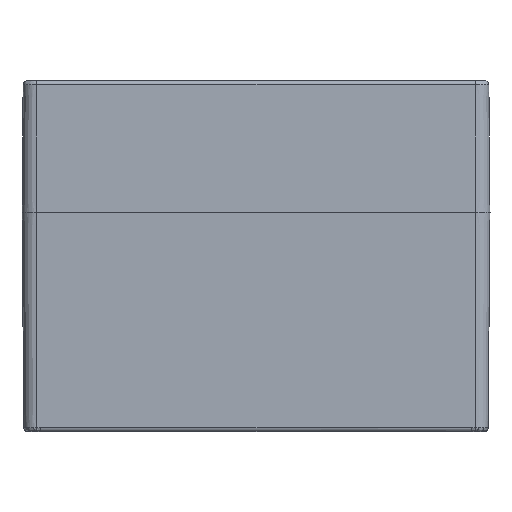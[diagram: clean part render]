
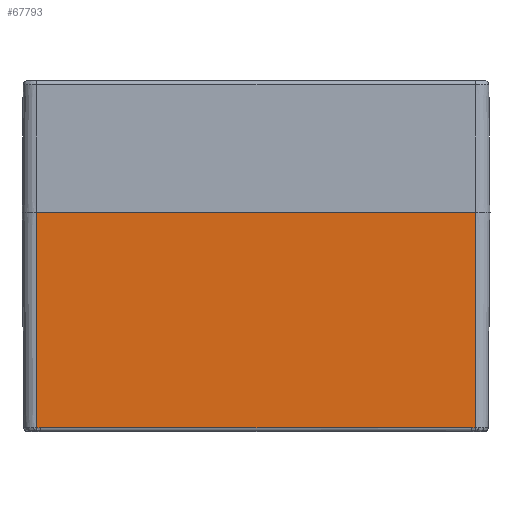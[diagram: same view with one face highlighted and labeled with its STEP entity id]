
A CAD part, left-side view. The second image highlights one B-rep face of the part: STEP entity #67793.
In plain terms, the highlighted planar face has unit normal (-1, 0, -0.009).
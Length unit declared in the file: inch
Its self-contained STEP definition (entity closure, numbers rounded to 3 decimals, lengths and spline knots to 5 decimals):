
#1148 = CARTESIAN_POINT ( 'NONE',  ( -4.89595, -2.92268, -2.90013 ) ) ;
#2439 = ORIENTED_EDGE ( 'NONE', *, *, #3978, .T. ) ;
#3978 = EDGE_CURVE ( 'NONE', #17012, #73803, #28964, .T. ) ;
#6247 = EDGE_CURVE ( 'NONE', #34122, #17012, #15899, .T. ) ;
#7230 = LINE ( 'NONE', #67923, #22867 ) ;
#8137 = VERTEX_POINT ( 'NONE', #12106 ) ;
#8424 = CARTESIAN_POINT ( 'NONE',  ( -4.89595, -2.94579, -2.90017 ) ) ;
#8713 = CARTESIAN_POINT ( 'NONE',  ( -4.89595, -2.92538, -2.90013 ) ) ;
#8896 = ORIENTED_EDGE ( 'NONE', *, *, #33508, .T. ) ;
#9061 = CARTESIAN_POINT ( 'NONE',  ( -4.89595, 2.93501, -2.90016 ) ) ;
#9095 = DIRECTION ( 'NONE',  ( -1., 0., -0.009 ) ) ;
#9358 = CARTESIAN_POINT ( 'NONE',  ( -4.89595, 2.92618, -2.90014 ) ) ;
#11304 = CARTESIAN_POINT ( 'NONE',  ( -4.92126, -2.95276, 0. ) ) ;
#12106 = CARTESIAN_POINT ( 'NONE',  ( -4.89595, -2.95276, -2.90013 ) ) ;
#13433 = DIRECTION ( 'NONE',  ( 0., 1., 0. ) ) ;
#15382 = CARTESIAN_POINT ( 'NONE',  ( -4.89595, -2.92492, -2.90013 ) ) ;
#15899 = LINE ( 'NONE', #20539, #36706 ) ;
#16056 = CARTESIAN_POINT ( 'NONE',  ( -4.89595, 2.91101, -2.90009 ) ) ;
#17012 = VERTEX_POINT ( 'NONE', #25167 ) ;
#20023 = EDGE_CURVE ( 'NONE', #49880, #8137, #22094, .T. ) ;
#20193 = AXIS2_PLACEMENT_3D ( 'NONE', #86234, #9095, #55316 ) ;
#20539 = CARTESIAN_POINT ( 'NONE',  ( -4.92126, 2.95276, 0. ) ) ;
#20938 = CARTESIAN_POINT ( 'NONE',  ( -4.89595, -2.95276, -2.90013 ) ) ;
#21592 = CARTESIAN_POINT ( 'NONE',  ( -4.89595, 2.92703, -2.90014 ) ) ;
#21797 = CARTESIAN_POINT ( 'NONE',  ( -4.89595, -2.93682, -2.90017 ) ) ;
#22094 = B_SPLINE_CURVE_WITH_KNOTS ( 'NONE', 3,
 ( #27626, #75182, #48334, #60899, #54733, #1148, #54440, #15382, #8713, #55309, #21797, #8424, #20938 ),
 .UNSPECIFIED., .F., .F.,
 ( 4, 1, 1, 1, 1, 1, 2, 2, 4 ),
 ( 0., 0.25, 0.375, 0.4375, 0.46875, 0.48438, 0.49219, 0.5, 1. ),
 .UNSPECIFIED. ) ;
#22189 = CARTESIAN_POINT ( 'NONE',  ( -4.89595, 2.94928, -2.90015 ) ) ;
#22321 = ORIENTED_EDGE ( 'NONE', *, *, #20023, .T. ) ;
#22867 = VECTOR ( 'NONE', #13433, 39.37008 ) ;
#23899 = LINE ( 'NONE', #36496, #26960 ) ;
#25167 = CARTESIAN_POINT ( 'NONE',  ( -4.89595, 2.95276, -2.90013 ) ) ;
#26960 = VECTOR ( 'NONE', #43215, 39.37008 ) ;
#27626 = CARTESIAN_POINT ( 'NONE',  ( -4.89595, -2.89892, -2.90007 ) ) ;
#28964 = B_SPLINE_CURVE_WITH_KNOTS ( 'NONE', 3,
 ( #82259, #22189, #42287, #9061, #41406, #55673, #21592, #49262, #9358, #55945, #16056, #34987, #54812 ),
 .UNSPECIFIED., .F., .F.,
 ( 4, 1, 1, 1, 1, 1, 2, 2, 4 ),
 ( 0., 0.25, 0.375, 0.4375, 0.46875, 0.48437, 0.49219, 0.5, 1. ),
 .UNSPECIFIED. ) ;
#29412 = ORIENTED_EDGE ( 'NONE', *, *, #6247, .T. ) ;
#32798 = PLANE ( 'NONE',  #20193 ) ;
#33508 = EDGE_CURVE ( 'NONE', #8137, #52348, #23899, .T. ) ;
#34122 = VERTEX_POINT ( 'NONE', #75878 ) ;
#34987 = CARTESIAN_POINT ( 'NONE',  ( -4.89595, 2.90204, -2.90007 ) ) ;
#36496 = CARTESIAN_POINT ( 'NONE',  ( -4.92126, -2.95276, 0. ) ) ;
#36706 = VECTOR ( 'NONE', #46748, 39.37008 ) ;
#39655 = ORIENTED_EDGE ( 'NONE', *, *, #52679, .T. ) ;
#41204 = EDGE_CURVE ( 'NONE', #49880, #73803, #7230, .T. ) ;
#41406 = CARTESIAN_POINT ( 'NONE',  ( -4.89595, 2.93054, -2.90015 ) ) ;
#41857 = LINE ( 'NONE', #56775, #57485 ) ;
#42287 = CARTESIAN_POINT ( 'NONE',  ( -4.89595, 2.9433, -2.90016 ) ) ;
#43215 = DIRECTION ( 'NONE',  ( -0.009, 0., 1. ) ) ;
#43379 = DIRECTION ( 'NONE',  ( 0., 1., 0. ) ) ;
#44292 = EDGE_LOOP ( 'NONE', ( #2439, #65875, #22321, #8896, #39655, #29412 ) ) ;
#46748 = DIRECTION ( 'NONE',  ( 0.009, 0., -1. ) ) ;
#48334 = CARTESIAN_POINT ( 'NONE',  ( -4.89595, -2.90503, -2.90008 ) ) ;
#49262 = CARTESIAN_POINT ( 'NONE',  ( -4.89595, 2.92652, -2.90014 ) ) ;
#49880 = VERTEX_POINT ( 'NONE', #60060 ) ;
#52348 = VERTEX_POINT ( 'NONE', #11304 ) ;
#52679 = EDGE_CURVE ( 'NONE', #52348, #34122, #41857, .T. ) ;
#54440 = CARTESIAN_POINT ( 'NONE',  ( -4.89595, -2.92424, -2.90013 ) ) ;
#54733 = CARTESIAN_POINT ( 'NONE',  ( -4.89595, -2.91968, -2.90012 ) ) ;
#54812 = CARTESIAN_POINT ( 'NONE',  ( -4.89595, 2.89892, -2.90007 ) ) ;
#55309 = CARTESIAN_POINT ( 'NONE',  ( -4.89595, -2.92567, -2.90014 ) ) ;
#55316 = DIRECTION ( 'NONE',  ( -0.009, 0., 1. ) ) ;
#55673 = CARTESIAN_POINT ( 'NONE',  ( -4.89595, 2.92822, -2.90014 ) ) ;
#55945 = CARTESIAN_POINT ( 'NONE',  ( -4.89595, 2.92607, -2.90014 ) ) ;
#56775 = CARTESIAN_POINT ( 'NONE',  ( -4.92126, 2.95276, 0. ) ) ;
#57485 = VECTOR ( 'NONE', #43379, 39.37008 ) ;
#60060 = CARTESIAN_POINT ( 'NONE',  ( -4.89595, -2.89892, -2.90007 ) ) ;
#60899 = CARTESIAN_POINT ( 'NONE',  ( -4.89595, -2.91416, -2.9001 ) ) ;
#65875 = ORIENTED_EDGE ( 'NONE', *, *, #41204, .F. ) ;
#67793 = ADVANCED_FACE ( 'NONE', ( #85099 ), #32798, .T. ) ;
#67923 = CARTESIAN_POINT ( 'NONE',  ( -4.89595, 1.47638, -2.90007 ) ) ;
#73803 = VERTEX_POINT ( 'NONE', #81271 ) ;
#75182 = CARTESIAN_POINT ( 'NONE',  ( -4.89595, -2.90049, -2.90007 ) ) ;
#75878 = CARTESIAN_POINT ( 'NONE',  ( -4.92126, 2.95276, 0. ) ) ;
#81271 = CARTESIAN_POINT ( 'NONE',  ( -4.89595, 2.89892, -2.90007 ) ) ;
#82259 = CARTESIAN_POINT ( 'NONE',  ( -4.89595, 2.95276, -2.90013 ) ) ;
#85099 = FACE_OUTER_BOUND ( 'NONE', #44292, .T. ) ;
#86234 = CARTESIAN_POINT ( 'NONE',  ( -4.92126, 2.95276, 0. ) ) ;
